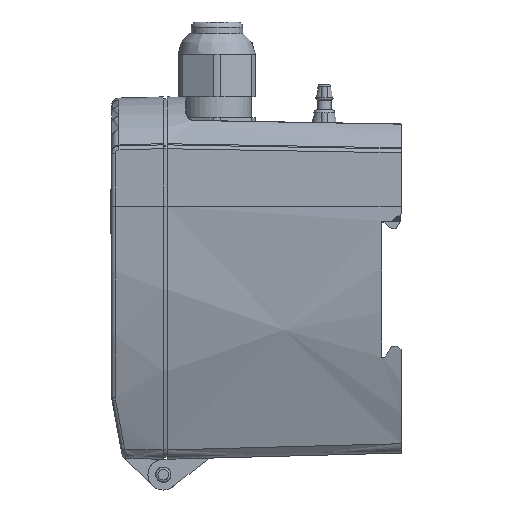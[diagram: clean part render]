
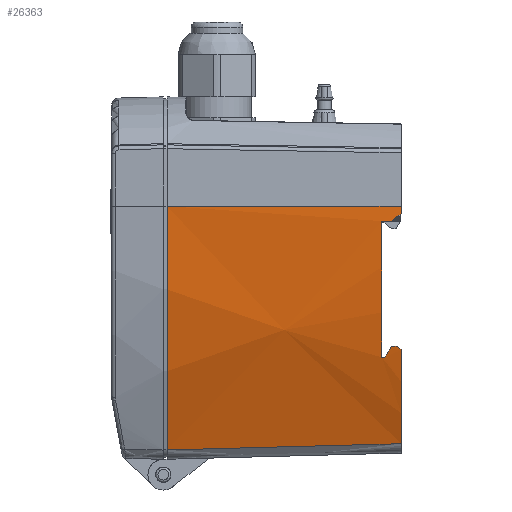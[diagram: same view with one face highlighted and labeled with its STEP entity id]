
A CAD part, left-side view. The second image highlights one B-rep face of the part: STEP entity #26363.
In plain terms, the highlighted conical face has half-angle 1.5 degrees and reference radius 161 mm.
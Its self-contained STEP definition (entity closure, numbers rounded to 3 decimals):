
#156=CONICAL_SURFACE('',#28158,161.,0.026);
#1010=B_SPLINE_CURVE_WITH_KNOTS('',3,(#46125,#46126,#46127,#46128,#46129,
#46130,#46131,#46132,#46133,#46134),.UNSPECIFIED.,.F.,.F.,(4,3,3,4),(0.001,
0.008,0.04,0.062),
 .UNSPECIFIED.);
#1504=CIRCLE('',#27855,159.507);
#1611=CIRCLE('',#28081,159.376);
#1617=CIRCLE('',#28094,408.818);
#1620=CIRCLE('',#28101,159.376);
#1622=CIRCLE('',#28107,207.964);
#1623=CIRCLE('',#28112,305.325);
#1626=CIRCLE('',#28129,160.974);
#2914=FACE_OUTER_BOUND('',#4424,.T.);
#4424=EDGE_LOOP('',(#21238,#21239,#21240,#21241,#21242,#21243,#21244,#21245,
#21246,#21247,#21248,#21249));
#6629=LINE('',#45103,#9069);
#6701=LINE('',#45336,#9141);
#6712=LINE('',#45360,#9152);
#6787=LINE('',#46143,#9227);
#9069=VECTOR('',#32947,10.);
#9141=VECTOR('',#33089,10.);
#9152=VECTOR('',#33110,10.);
#9227=VECTOR('',#33283,61.021);
#11216=VERTEX_POINT('',#43081);
#11217=VERTEX_POINT('',#43083);
#11608=VERTEX_POINT('',#45101);
#11639=VERTEX_POINT('',#45186);
#11640=VERTEX_POINT('',#45188);
#11674=VERTEX_POINT('',#45303);
#11675=VERTEX_POINT('',#45305);
#11684=VERTEX_POINT('',#45335);
#11688=VERTEX_POINT('',#45347);
#11692=VERTEX_POINT('',#45359);
#11720=VERTEX_POINT('',#45473);
#11721=VERTEX_POINT('',#45484);
#14378=EDGE_CURVE('',#11216,#11217,#1504,.T.);
#14855=EDGE_CURVE('',#11608,#11216,#6629,.T.);
#14889=EDGE_CURVE('',#11640,#11639,#1611,.T.);
#14927=EDGE_CURVE('',#11640,#11608,#1617,.T.);
#14942=EDGE_CURVE('',#11675,#11674,#1620,.T.);
#14953=EDGE_CURVE('',#11217,#11684,#6701,.T.);
#14959=EDGE_CURVE('',#11684,#11688,#1622,.T.);
#14965=EDGE_CURVE('',#11688,#11692,#6712,.T.);
#14971=EDGE_CURVE('',#11692,#11674,#1623,.T.);
#15020=EDGE_CURVE('',#11721,#11720,#1626,.T.);
#15078=EDGE_CURVE('',#11720,#11675,#1010,.T.);
#15080=EDGE_CURVE('',#11639,#11721,#6787,.T.);
#21238=ORIENTED_EDGE('',*,*,#14953,.F.);
#21239=ORIENTED_EDGE('',*,*,#14378,.F.);
#21240=ORIENTED_EDGE('',*,*,#14855,.F.);
#21241=ORIENTED_EDGE('',*,*,#14927,.F.);
#21242=ORIENTED_EDGE('',*,*,#14889,.T.);
#21243=ORIENTED_EDGE('',*,*,#15080,.T.);
#21244=ORIENTED_EDGE('',*,*,#15020,.T.);
#21245=ORIENTED_EDGE('',*,*,#15078,.T.);
#21246=ORIENTED_EDGE('',*,*,#14942,.T.);
#21247=ORIENTED_EDGE('',*,*,#14971,.F.);
#21248=ORIENTED_EDGE('',*,*,#14965,.F.);
#21249=ORIENTED_EDGE('',*,*,#14959,.F.);
#26363=ADVANCED_FACE('',(#2914),#156,.T.);
#27855=AXIS2_PLACEMENT_3D('',#43084,#32235,#32236);
#28081=AXIS2_PLACEMENT_3D('',#45189,#32995,#32996);
#28094=AXIS2_PLACEMENT_3D('',#45278,#33048,#33049);
#28101=AXIS2_PLACEMENT_3D('',#45306,#33074,#33075);
#28107=AXIS2_PLACEMENT_3D('',#45348,#33099,#33100);
#28112=AXIS2_PLACEMENT_3D('',#45370,#33120,#33121);
#28129=AXIS2_PLACEMENT_3D('',#45485,#33192,#33193);
#28158=AXIS2_PLACEMENT_3D('',#46142,#33281,#33282);
#32235=DIRECTION('center_axis',(0.,-1.,0.));
#32236=DIRECTION('ref_axis',(0.,0.,1.));
#32947=DIRECTION('',(-0.026,1.,0.));
#32995=DIRECTION('center_axis',(0.,1.,0.));
#32996=DIRECTION('ref_axis',(0.,0.,1.));
#33048=DIRECTION('center_axis',(0.,-0.625,
-0.781));
#33049=DIRECTION('ref_axis',(-1.,-0.004,0.003));
#33074=DIRECTION('center_axis',(0.,1.,0.));
#33075=DIRECTION('ref_axis',(0.,0.,1.));
#33089=DIRECTION('',(0.027,-1.,0.));
#33099=DIRECTION('center_axis',(0.,0.866,
0.5));
#33100=DIRECTION('ref_axis',(-0.982,0.093,-0.162));
#33110=DIRECTION('',(0.027,-1.,0.));
#33120=DIRECTION('center_axis',(0.,-0.707,
0.707));
#33121=DIRECTION('ref_axis',(-0.982,-0.132,-0.132));
#33192=DIRECTION('center_axis',(0.,-1.,0.));
#33193=DIRECTION('ref_axis',(0.,0.,1.));
#33281=DIRECTION('center_axis',(0.,1.,0.));
#33282=DIRECTION('ref_axis',(0.,0.,-1.));
#33283=DIRECTION('',(-0.026,1.,0.));
#43081=CARTESIAN_POINT('',(-40.46,-57.,8.6));
#43083=CARTESIAN_POINT('',(-35.565,-57.,-26.9));
#43084=CARTESIAN_POINT('Origin',(119.,-57.,12.5));
#45101=CARTESIAN_POINT('',(-40.394,-59.5,8.6));
#45103=CARTESIAN_POINT('',(-40.394,-59.5,8.6));
#45186=CARTESIAN_POINT('',(-40.376,-62.,12.5));
#45188=CARTESIAN_POINT('',(-40.365,-62.,10.6));
#45189=CARTESIAN_POINT('Origin',(119.,-62.,12.5));
#45278=CARTESIAN_POINT('Origin',(368.418,-57.85,7.28));
#45303=CARTESIAN_POINT('',(-35.913,-62.,-24.956));
#45305=CARTESIAN_POINT('',(-27.851,-62.,-49.432));
#45306=CARTESIAN_POINT('Origin',(119.,-62.,12.5));
#45335=CARTESIAN_POINT('',(-35.543,-57.8,-26.9));
#45336=CARTESIAN_POINT('',(-35.565,-57.,-26.9));
#45347=CARTESIAN_POINT('',(-36.218,-59.5,-23.956));
#45348=CARTESIAN_POINT('Origin',(168.093,-78.904,9.653));
#45359=CARTESIAN_POINT('',(-36.178,-61.,-23.956));
#45360=CARTESIAN_POINT('',(-36.218,-59.5,-23.956));
#45370=CARTESIAN_POINT('Origin',(264.045,-21.697,15.347));
#45473=CARTESIAN_POINT('',(-28.897,-1.,-51.054));
#45484=CARTESIAN_POINT('',(-41.974,-1.,12.5));
#45485=CARTESIAN_POINT('Origin',(119.,-1.,12.5));
#46125=CARTESIAN_POINT('Ctrl Pts',(-28.897,-1.,-51.054));
#46126=CARTESIAN_POINT('Ctrl Pts',(-28.857,-3.332,
-50.992));
#46127=CARTESIAN_POINT('Ctrl Pts',(-28.817,-5.664,
-50.93));
#46128=CARTESIAN_POINT('Ctrl Pts',(-28.777,-7.996,
-50.868));
#46129=CARTESIAN_POINT('Ctrl Pts',(-28.595,-18.657,
-50.584));
#46130=CARTESIAN_POINT('Ctrl Pts',(-28.413,-29.319,
-50.301));
#46131=CARTESIAN_POINT('Ctrl Pts',(-28.23,-39.98,
-50.017));
#46132=CARTESIAN_POINT('Ctrl Pts',(-28.104,-47.32,-49.822));
#46133=CARTESIAN_POINT('Ctrl Pts',(-27.978,-54.66,
-49.627));
#46134=CARTESIAN_POINT('Ctrl Pts',(-27.851,-62.,-49.432));
#46142=CARTESIAN_POINT('Origin',(119.,0.,12.5));
#46143=CARTESIAN_POINT('',(-40.376,-62.,12.5));
